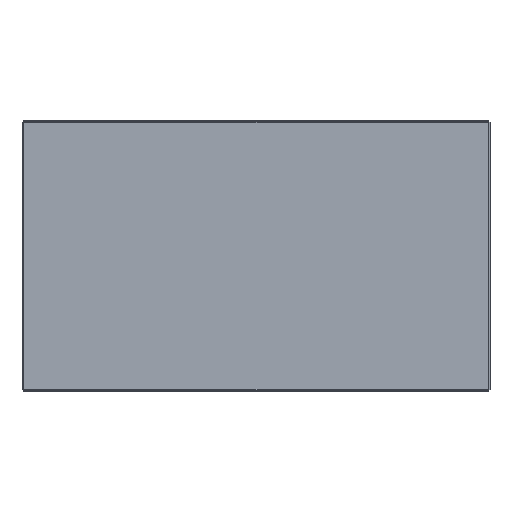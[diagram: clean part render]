
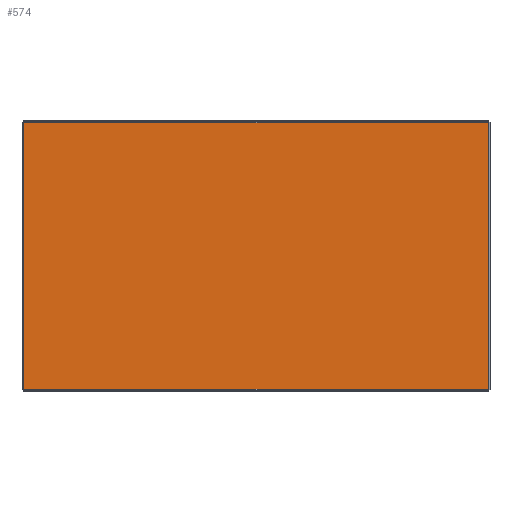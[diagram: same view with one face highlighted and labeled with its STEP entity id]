
A CAD part, left-side view. The second image highlights one B-rep face of the part: STEP entity #574.
In plain terms, the highlighted planar face has unit normal (-1, 0, 0).
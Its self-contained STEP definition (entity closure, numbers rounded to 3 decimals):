
#244 = VERTEX_POINT ( 'NONE', #929 ) ;
#292 = VERTEX_POINT ( 'NONE', #1970 ) ;
#459 = LINE ( 'NONE', #1512, #626 ) ;
#507 = DIRECTION ( 'NONE',  ( 0., 0., -1. ) ) ;
#536 = FACE_OUTER_BOUND ( 'NONE', #2613, .T. ) ;
#574 = ADVANCED_FACE ( 'NONE', ( #536 ), #1418, .T. ) ;
#608 = CARTESIAN_POINT ( 'NONE',  ( -1.2, 262.3, -151.093 ) ) ;
#626 = VECTOR ( 'NONE', #1903, 1000. ) ;
#740 = ORIENTED_EDGE ( 'NONE', *, *, #1951, .F. ) ;
#753 = EDGE_CURVE ( 'NONE', #244, #1496, #1610, .T. ) ;
#929 = CARTESIAN_POINT ( 'NONE',  ( -1.2, 262.3, 150.8 ) ) ;
#964 = EDGE_CURVE ( 'NONE', #1596, #244, #4536, .T. ) ;
#1049 = VECTOR ( 'NONE', #3040, 1000. ) ;
#1079 = DIRECTION ( 'NONE',  ( 0., 0., 1. ) ) ;
#1418 = PLANE ( 'NONE',  #2436 ) ;
#1496 = VERTEX_POINT ( 'NONE', #3715 ) ;
#1512 = CARTESIAN_POINT ( 'NONE',  ( -1.2, -262.593, -150.8 ) ) ;
#1596 = VERTEX_POINT ( 'NONE', #2796 ) ;
#1610 = LINE ( 'NONE', #3968, #3595 ) ;
#1613 = ORIENTED_EDGE ( 'NONE', *, *, #753, .F. ) ;
#1685 = ORIENTED_EDGE ( 'NONE', *, *, #2074, .F. ) ;
#1903 = DIRECTION ( 'NONE',  ( 0., 1., 0. ) ) ;
#1951 = EDGE_CURVE ( 'NONE', #292, #1596, #459, .T. ) ;
#1970 = CARTESIAN_POINT ( 'NONE',  ( -1.2, -262.3, -150.8 ) ) ;
#2074 = EDGE_CURVE ( 'NONE', #1496, #292, #4524, .T. ) ;
#2436 = AXIS2_PLACEMENT_3D ( 'NONE', #4246, #2833, #1079 ) ;
#2613 = EDGE_LOOP ( 'NONE', ( #3170, #740, #1685, #1613 ) ) ;
#2796 = CARTESIAN_POINT ( 'NONE',  ( -1.2, 262.3, -150.8 ) ) ;
#2833 = DIRECTION ( 'NONE',  ( -1., 0., 0. ) ) ;
#3040 = DIRECTION ( 'NONE',  ( 0., 0., 1. ) ) ;
#3170 = ORIENTED_EDGE ( 'NONE', *, *, #964, .F. ) ;
#3595 = VECTOR ( 'NONE', #3801, 1000. ) ;
#3715 = CARTESIAN_POINT ( 'NONE',  ( -1.2, -262.3, 150.8 ) ) ;
#3801 = DIRECTION ( 'NONE',  ( 0., -1., 0. ) ) ;
#3956 = VECTOR ( 'NONE', #507, 1000. ) ;
#3968 = CARTESIAN_POINT ( 'NONE',  ( -1.2, 262.593, 150.8 ) ) ;
#4012 = CARTESIAN_POINT ( 'NONE',  ( -1.2, -262.3, 151.093 ) ) ;
#4246 = CARTESIAN_POINT ( 'NONE',  ( -1.2, 0., 0. ) ) ;
#4524 = LINE ( 'NONE', #4012, #3956 ) ;
#4536 = LINE ( 'NONE', #608, #1049 ) ;
